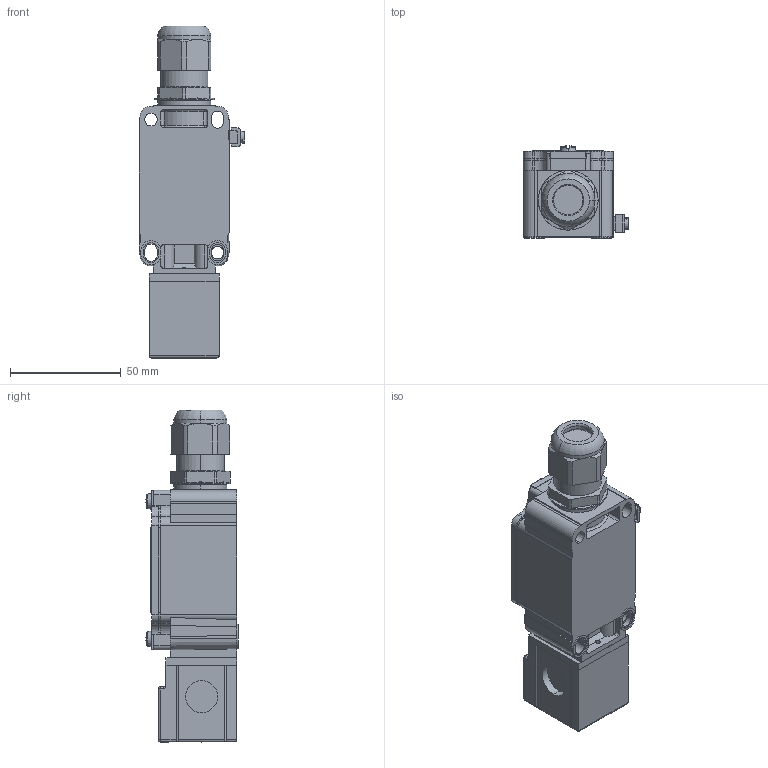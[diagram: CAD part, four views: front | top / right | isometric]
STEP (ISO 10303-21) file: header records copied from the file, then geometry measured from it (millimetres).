
FILE_DESCRIPTION (( 'STEP AP203' ), '1' );
FILE_NAME ('8074_1-_-ZB.STEP', '2014-11-19T12:29:34', ( '' ), ( '' ), 'SwSTEP 2.0', 'SolidWorks 2014', '' );
FILE_SCHEMA (( 'CONFIG_CONTROL_DESIGN' ));
Length unit declared in the file: millimetre
Products named in the file (14): 81_610_77_01_0_Hutmutter_Vereinfacht; Gehaeuse; 81_616_05_30_0_Anschlussgewindedichtung_M20; Deckel; 8161_Staubschutzkappe_M20; Schraube; 81_610_77_01_0_Vereinfacht; Schild; 8074_1-_-ZB Betaetiger getrennt; Erdung; 8074_1-_-ZB; slotted cheese head screw_din_ISO 1207 - M3 x 12 --- 12N; 81_610_77_01_0_Stutzen_Vereinfacht; 81_610_77_01_0_Dichtung
Assembly tree (14 placements, depth 3):
  8074_1-_-ZB
    Gehaeuse
    Deckel
    Schraube  x2
    Schild
    Erdung
    slotted cheese head screw_din_ISO 1207 - M3 x 12 --- 12N
    81_610_77_01_0_Vereinfacht
      81_610_77_01_0_Stutzen_Vereinfacht
      81_610_77_01_0_Dichtung
      81_610_77_01_0_Hutmutter_Vereinfacht
      81_616_05_30_0_Anschlussgewindedichtung_M20
      8161_Staubschutzkappe_M20
    8074_1-_-ZB Betaetiger getrennt
Bounding box: 47.5 x 41.55 x 149.69 mm (x, y, z)
Volume: 62086.3 mm3; surface area: 58849.3 mm2
Topology: 15 solids, 17 shells, 738 faces, 1930 edges, 1220 vertices
Faces by surface type: plane 363, cylinder 205, bspline 77, cone 51, torus 26, sphere 16
Entity records: 26496 total; most frequent: CARTESIAN_POINT 8001, ORIENTED_EDGE 3618, DIRECTION 3410, EDGE_CURVE 1823, VERTEX_POINT 1162, AXIS2_PLACEMENT_3D 1155, LINE 1100, VECTOR 1100
